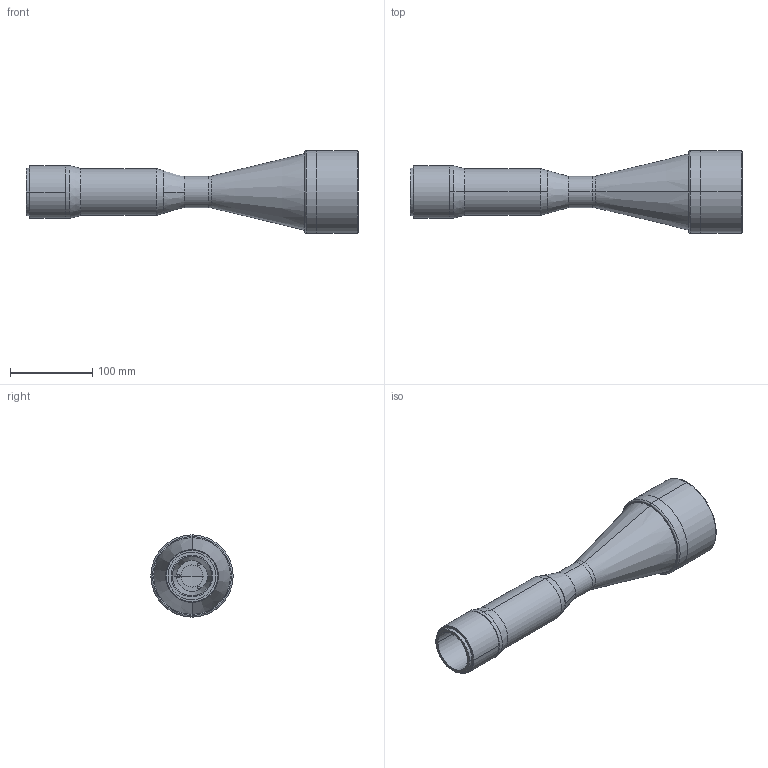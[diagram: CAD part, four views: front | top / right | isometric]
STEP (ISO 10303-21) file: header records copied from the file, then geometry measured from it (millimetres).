
FILE_DESCRIPTION (( 'STEP AP203' ), '1' );
FILE_NAME ('TC16M064-Q.STEP', '2014-06-27T15:46:47', ( 'user' ), ( '' ), 'SwSTEP 2.0', 'SolidWorks 2013', '' );
FILE_SCHEMA (( 'CONFIG_CONTROL_DESIGN' ));
Length unit declared in the file: millimetre
Products named in the file (1): TC16M064-Q
Bounding box: 403.65 x 100 x 100 mm (x, y, z)
Surface area: 113881.3 mm2 (no closed solid volume)
Topology: 0 solids, 9 shells, 69 faces, 170 edges, 114 vertices
Faces by surface type: cylinder 28, plane 20, cone 13, torus 6, sphere 2
Entity records: 2162 total; most frequent: DIRECTION 417, CARTESIAN_POINT 366, ORIENTED_EDGE 294, AXIS2_PLACEMENT_3D 181, EDGE_CURVE 170, VERTEX_POINT 114, CIRCLE 111, EDGE_LOOP 84
